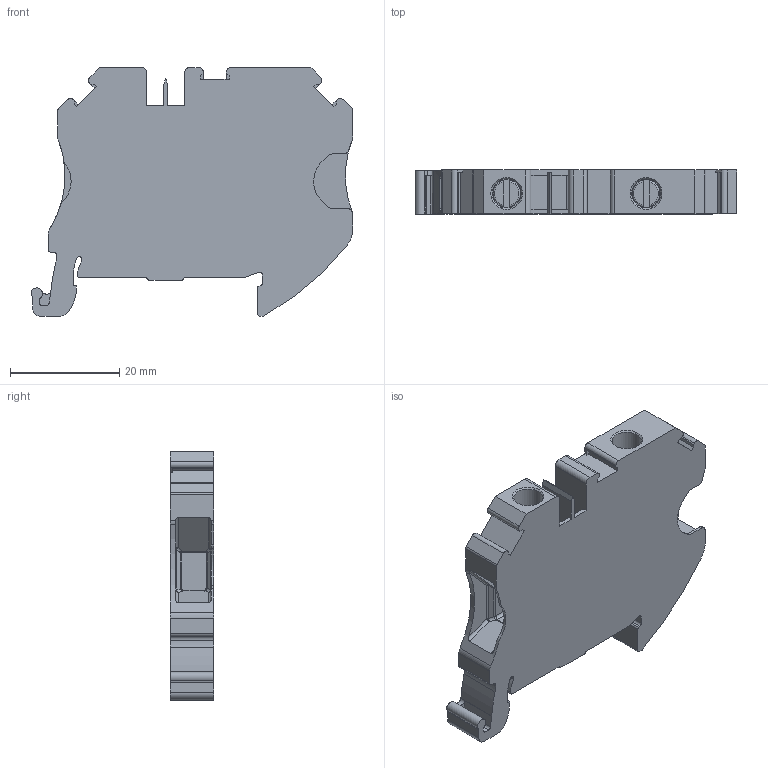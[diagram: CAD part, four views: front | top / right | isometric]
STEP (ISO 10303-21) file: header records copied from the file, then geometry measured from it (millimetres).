
FILE_DESCRIPTION(/* description */ ('Unknown'),/* implementation_level */ '2;1');
FILE_NAME(/* name */ 'TGQ6_3D_SOLID',/* time_stamp */ '2021-04-30T14:43:26+05:00',/* author */ ('Unknown'),/* organization */ ('Unknown'),/* preprocessor_version */ 'ST-DEVELOPER v16.7',/* originating_system */ 'DEX',/* authorisation */ $);
FILE_SCHEMA (('AUTOMOTIVE_DESIGN {1 0 10303 214 3 1 1}'));
Length unit declared in the file: millimetre
Products named in the file (1): TGQ6_SOLID
Bounding box: 58.85 x 8 x 45.5 mm (x, y, z)
Volume: 13437.3 mm3; surface area: 7640.6 mm2
Topology: 1 solids, 1 shells, 265 faces, 712 edges, 455 vertices
Faces by surface type: plane 121, cylinder 104, bspline 22, sphere 10, torus 6, cone 2
Full cylindrical faces by diameter (mm): 3.5 x2, 4 x2, 5 x2, 5.3 x2
Entity records: 10390 total; most frequent: CARTESIAN_POINT 1901, DIRECTION 1399, ORIENTED_EDGE 1386, EDGE_CURVE 693, AXIS2_PLACEMENT_3D 496, VERTEX_POINT 450, LINE 407, VECTOR 407
